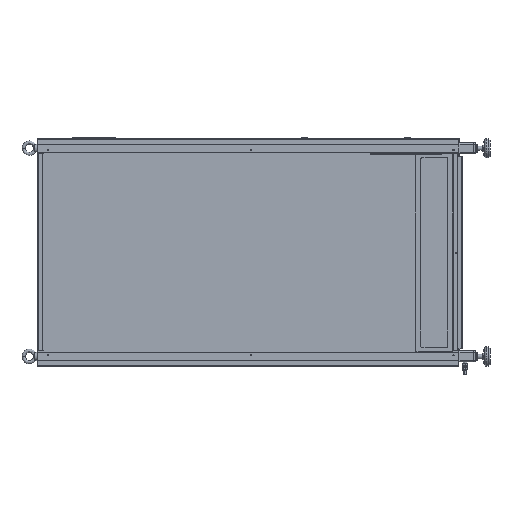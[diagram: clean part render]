
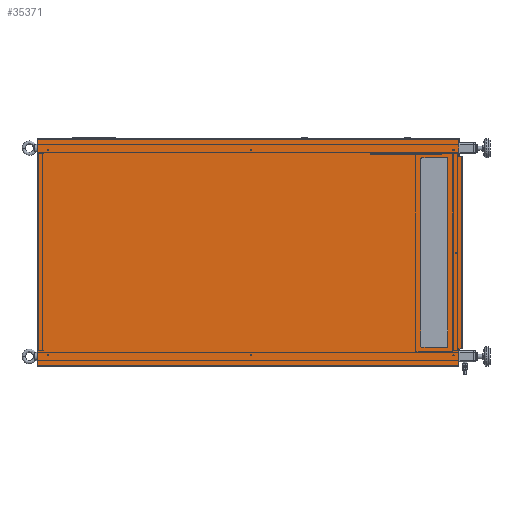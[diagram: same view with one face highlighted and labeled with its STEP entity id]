
A CAD part, left-side view. The second image highlights one B-rep face of the part: STEP entity #35371.
In plain terms, the highlighted face is planar.
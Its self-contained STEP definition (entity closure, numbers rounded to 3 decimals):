
#35371=ADVANCED_FACE('',(#55509,#55511,#55513,#55515,#55517,#55519,#55521,#55523,
#55525),#55527,.T.);
#55509=FACE_BOUND('',#55510,.T.);
#55510=EDGE_LOOP('',(#82118));
#55511=FACE_BOUND('',#55512,.T.);
#55512=EDGE_LOOP('',(#82119));
#55513=FACE_BOUND('',#55514,.T.);
#55514=EDGE_LOOP('',(#82120));
#55515=FACE_BOUND('',#55516,.T.);
#55516=EDGE_LOOP('',(#82121));
#55517=FACE_BOUND('',#55518,.T.);
#55518=EDGE_LOOP('',(#82122));
#55519=FACE_BOUND('',#55520,.T.);
#55520=EDGE_LOOP('',(#82123));
#55521=FACE_BOUND('',#55522,.T.);
#55522=EDGE_LOOP('',(#82124,#82125,#82126,#82127,#82128,#82129,#82130,#82131));
#55523=FACE_BOUND('',#55524,.T.);
#55524=EDGE_LOOP('',(#82132));
#55525=FACE_OUTER_BOUND('',#55526,.T.);
#55526=EDGE_LOOP('',(#82133,#82134,#82135,#82136,#82137,#82138,#82139,#82140));
#55527=PLANE('',#55528);
#55528=AXIS2_PLACEMENT_3D('',#55529,#55530,#55531);
#55529=CARTESIAN_POINT('',(3.,0.,0.));
#55530=DIRECTION('',(0.,0.,1.));
#55531=DIRECTION('',(1.,0.,0.));
#82118=ORIENTED_EDGE('',*,*,#93016,.T.);
#82119=ORIENTED_EDGE('',*,*,#93017,.T.);
#82120=ORIENTED_EDGE('',*,*,#93018,.T.);
#82121=ORIENTED_EDGE('',*,*,#93019,.T.);
#82122=ORIENTED_EDGE('',*,*,#93020,.T.);
#82123=ORIENTED_EDGE('',*,*,#93021,.T.);
#82124=ORIENTED_EDGE('',*,*,#92988,.T.);
#82125=ORIENTED_EDGE('',*,*,#92985,.T.);
#82126=ORIENTED_EDGE('',*,*,#92982,.T.);
#82127=ORIENTED_EDGE('',*,*,#92979,.T.);
#82128=ORIENTED_EDGE('',*,*,#92976,.T.);
#82129=ORIENTED_EDGE('',*,*,#92973,.T.);
#82130=ORIENTED_EDGE('',*,*,#92970,.T.);
#82131=ORIENTED_EDGE('',*,*,#92967,.T.);
#82132=ORIENTED_EDGE('',*,*,#93022,.T.);
#82133=ORIENTED_EDGE('',*,*,#93023,.F.);
#82134=ORIENTED_EDGE('',*,*,#93024,.F.);
#82135=ORIENTED_EDGE('',*,*,#93025,.T.);
#82136=ORIENTED_EDGE('',*,*,#93026,.T.);
#82137=ORIENTED_EDGE('',*,*,#93027,.T.);
#82138=ORIENTED_EDGE('',*,*,#93028,.T.);
#82139=ORIENTED_EDGE('',*,*,#93029,.T.);
#82140=ORIENTED_EDGE('',*,*,#93030,.T.);
#92967=EDGE_CURVE('',#103639,#103637,#103640,.F.);
#92970=EDGE_CURVE('',#103644,#103639,#103645,.F.);
#92973=EDGE_CURVE('',#103649,#103644,#103650,.F.);
#92976=EDGE_CURVE('',#103654,#103649,#103655,.F.);
#92979=EDGE_CURVE('',#103659,#103654,#103660,.F.);
#92982=EDGE_CURVE('',#103664,#103659,#103665,.F.);
#92985=EDGE_CURVE('',#103669,#103664,#103670,.F.);
#92988=EDGE_CURVE('',#103637,#103669,#103673,.F.);
#93016=EDGE_CURVE('',#103724,#103724,#103725,.F.);
#93017=EDGE_CURVE('',#103726,#103726,#103727,.F.);
#93018=EDGE_CURVE('',#103728,#103728,#103729,.F.);
#93019=EDGE_CURVE('',#103730,#103730,#103731,.F.);
#93020=EDGE_CURVE('',#103732,#103732,#103733,.F.);
#93021=EDGE_CURVE('',#103734,#103734,#103735,.F.);
#93022=EDGE_CURVE('',#103736,#103736,#103737,.F.);
#93023=EDGE_CURVE('',#103738,#103739,#103740,.T.);
#93024=EDGE_CURVE('',#103741,#103738,#103742,.T.);
#93025=EDGE_CURVE('',#103741,#103743,#103744,.T.);
#93026=EDGE_CURVE('',#103743,#103745,#103746,.T.);
#93027=EDGE_CURVE('',#103745,#103747,#103748,.T.);
#93028=EDGE_CURVE('',#103747,#103749,#103750,.T.);
#93029=EDGE_CURVE('',#103749,#103751,#103752,.T.);
#93030=EDGE_CURVE('',#103751,#103739,#103753,.T.);
#103637=VERTEX_POINT('',#126943);
#103639=VERTEX_POINT('',#126947);
#103640=CIRCLE('',#126948,5.);
#103644=VERTEX_POINT('',#126959);
#103645=LINE('',#126960,#126961);
#103649=VERTEX_POINT('',#126971);
#103650=CIRCLE('',#126972,5.);
#103654=VERTEX_POINT('',#126983);
#103655=LINE('',#126984,#126985);
#103659=VERTEX_POINT('',#126995);
#103660=CIRCLE('',#126996,5.);
#103664=VERTEX_POINT('',#127007);
#103665=LINE('',#127008,#127009);
#103669=VERTEX_POINT('',#127019);
#103670=CIRCLE('',#127020,5.);
#103673=LINE('',#127030,#127031);
#103724=VERTEX_POINT('',#127144);
#103725=CIRCLE('',#127145,2.25);
#103726=VERTEX_POINT('',#127149);
#103727=CIRCLE('',#127150,2.25);
#103728=VERTEX_POINT('',#127154);
#103729=CIRCLE('',#127155,2.25);
#103730=VERTEX_POINT('',#127159);
#103731=CIRCLE('',#127160,2.25);
#103732=VERTEX_POINT('',#127164);
#103733=CIRCLE('',#127165,2.25);
#103734=VERTEX_POINT('',#127169);
#103735=CIRCLE('',#127170,2.25);
#103736=VERTEX_POINT('',#127174);
#103737=CIRCLE('',#127175,2.25);
#103738=VERTEX_POINT('',#127179);
#103739=VERTEX_POINT('',#127180);
#103740=LINE('',#127181,#127182);
#103741=VERTEX_POINT('',#127184);
#103742=LINE('',#127185,#127186);
#103743=VERTEX_POINT('',#127188);
#103744=LINE('',#127189,#127190);
#103745=VERTEX_POINT('',#127192);
#103746=LINE('',#127193,#127194);
#103747=VERTEX_POINT('',#127196);
#103748=LINE('',#127197,#127198);
#103749=VERTEX_POINT('',#127200);
#103750=LINE('',#127201,#127202);
#103751=VERTEX_POINT('',#127204);
#103752=LINE('',#127205,#127206);
#103753=LINE('',#127208,#127209);
#126943=CARTESIAN_POINT('',(75.,140.,0.));
#126947=CARTESIAN_POINT('',(70.,135.,0.));
#126948=AXIS2_PLACEMENT_3D('',#126949,#126950,#126951);
#126949=CARTESIAN_POINT('',(75.,135.,0.));
#126950=DIRECTION('',(0.,-0.,1.));
#126951=DIRECTION('',(0.,1.,0.));
#126959=CARTESIAN_POINT('',(70.,45.,0.));
#126960=CARTESIAN_POINT('',(70.,135.,0.));
#126961=VECTOR('',#126962,1.);
#126962=DIRECTION('',(0.,-1.,0.));
#126971=CARTESIAN_POINT('',(75.,40.,0.));
#126972=AXIS2_PLACEMENT_3D('',#126973,#126974,#126975);
#126973=CARTESIAN_POINT('',(75.,45.,0.));
#126974=DIRECTION('',(0.,0.,1.));
#126975=DIRECTION('',(-1.,0.,0.));
#126983=CARTESIAN_POINT('',(757.,40.,0.));
#126984=CARTESIAN_POINT('',(75.,40.,0.));
#126985=VECTOR('',#126986,1.);
#126986=DIRECTION('',(1.,0.,0.));
#126995=CARTESIAN_POINT('',(762.,45.,0.));
#126996=AXIS2_PLACEMENT_3D('',#126997,#126998,#126999);
#126997=CARTESIAN_POINT('',(757.,45.,0.));
#126998=DIRECTION('',(-0.,0.,1.));
#126999=DIRECTION('',(0.,-1.,0.));
#127007=CARTESIAN_POINT('',(762.,135.,0.));
#127008=CARTESIAN_POINT('',(762.,45.,0.));
#127009=VECTOR('',#127010,1.);
#127010=DIRECTION('',(0.,1.,0.));
#127019=CARTESIAN_POINT('',(757.,140.,0.));
#127020=AXIS2_PLACEMENT_3D('',#127021,#127022,#127023);
#127021=CARTESIAN_POINT('',(757.,135.,0.));
#127022=DIRECTION('',(0.,0.,1.));
#127023=DIRECTION('',(1.,0.,0.));
#127030=CARTESIAN_POINT('',(757.,140.,0.));
#127031=VECTOR('',#127032,1.);
#127032=DIRECTION('',(-1.,0.,0.));
#127144=CARTESIAN_POINT('',(43.25,20.,0.));
#127145=AXIS2_PLACEMENT_3D('',#127146,#127147,#127148);
#127146=CARTESIAN_POINT('',(41.,20.,0.));
#127147=DIRECTION('',(0.,0.,1.));
#127148=DIRECTION('',(1.,0.,0.));
#127149=CARTESIAN_POINT('',(793.25,20.,0.));
#127150=AXIS2_PLACEMENT_3D('',#127151,#127152,#127153);
#127151=CARTESIAN_POINT('',(791.,20.,0.));
#127152=DIRECTION('',(0.,0.,1.));
#127153=DIRECTION('',(1.,0.,0.));
#127154=CARTESIAN_POINT('',(793.25,760.,0.));
#127155=AXIS2_PLACEMENT_3D('',#127156,#127157,#127158);
#127156=CARTESIAN_POINT('',(791.,760.,0.));
#127157=DIRECTION('',(0.,0.,1.));
#127158=DIRECTION('',(1.,0.,0.));
#127159=CARTESIAN_POINT('',(43.25,760.,0.));
#127160=AXIS2_PLACEMENT_3D('',#127161,#127162,#127163);
#127161=CARTESIAN_POINT('',(41.,760.,0.));
#127162=DIRECTION('',(0.,0.,1.));
#127163=DIRECTION('',(1.,0.,0.));
#127164=CARTESIAN_POINT('',(793.25,1500.,0.));
#127165=AXIS2_PLACEMENT_3D('',#127166,#127167,#127168);
#127166=CARTESIAN_POINT('',(791.,1500.,0.));
#127167=DIRECTION('',(0.,0.,1.));
#127168=DIRECTION('',(1.,0.,0.));
#127169=CARTESIAN_POINT('',(43.25,1500.,0.));
#127170=AXIS2_PLACEMENT_3D('',#127171,#127172,#127173);
#127171=CARTESIAN_POINT('',(41.,1500.,0.));
#127172=DIRECTION('',(0.,0.,1.));
#127173=DIRECTION('',(1.,0.,0.));
#127174=CARTESIAN_POINT('',(418.25,10.,0.));
#127175=AXIS2_PLACEMENT_3D('',#127176,#127177,#127178);
#127176=CARTESIAN_POINT('',(416.,10.,0.));
#127177=DIRECTION('',(0.,0.,1.));
#127178=DIRECTION('',(1.,0.,0.));
#127179=CARTESIAN_POINT('',(3.,1537.,0.));
#127180=CARTESIAN_POINT('',(829.,1537.,0.));
#127181=CARTESIAN_POINT('',(3.,1537.,0.));
#127182=VECTOR('',#127183,1.);
#127183=DIRECTION('',(1.,0.,0.));
#127184=CARTESIAN_POINT('',(3.,0.,0.));
#127185=CARTESIAN_POINT('',(3.,0.,0.));
#127186=VECTOR('',#127187,1.);
#127187=DIRECTION('',(0.,1.,0.));
#127188=CARTESIAN_POINT('',(65.,0.,0.));
#127189=CARTESIAN_POINT('',(3.,0.,0.));
#127190=VECTOR('',#127191,1.);
#127191=DIRECTION('',(1.,0.,0.));
#127192=CARTESIAN_POINT('',(65.,-10.,0.));
#127193=CARTESIAN_POINT('',(65.,0.,0.));
#127194=VECTOR('',#127195,1.);
#127195=DIRECTION('',(0.,-1.,0.));
#127196=CARTESIAN_POINT('',(767.,-10.,0.));
#127197=CARTESIAN_POINT('',(65.,-10.,0.));
#127198=VECTOR('',#127199,1.);
#127199=DIRECTION('',(1.,0.,0.));
#127200=CARTESIAN_POINT('',(767.,0.,0.));
#127201=CARTESIAN_POINT('',(767.,-10.,0.));
#127202=VECTOR('',#127203,1.);
#127203=DIRECTION('',(0.,1.,0.));
#127204=CARTESIAN_POINT('',(829.,0.,0.));
#127205=CARTESIAN_POINT('',(767.,0.,0.));
#127206=VECTOR('',#127207,1.);
#127207=DIRECTION('',(1.,0.,0.));
#127208=CARTESIAN_POINT('',(829.,0.,0.));
#127209=VECTOR('',#127210,1.);
#127210=DIRECTION('',(0.,1.,0.));
